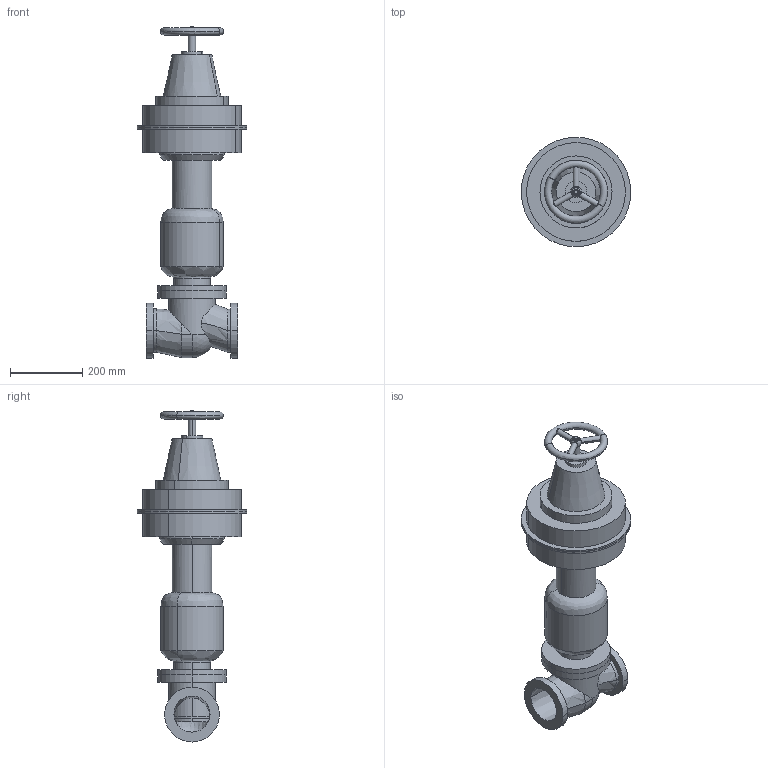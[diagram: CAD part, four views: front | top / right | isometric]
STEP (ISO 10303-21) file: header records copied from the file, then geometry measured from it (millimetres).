
FILE_DESCRIPTION(('STEP AP214'),'1');
FILE_NAME('ControlValve_Filtered_35.stp','2017-10-29T00:07:06',(' '),(' '),'Spatial InterOp 3D',' ',' ');
FILE_SCHEMA(('AUTOMOTIVE_DESIGN { 1 0 10303 214 1 1 1 1 }'));
Length unit declared in the file: millimetre
Products named in the file (1): ControlValve|BODY.1#BODY;PartBody
Bounding box: 303.92 x 303.92 x 921 mm (x, y, z)
Volume: 18473364.8 mm3; surface area: 1824171.5 mm2
Topology: 14 solids, 18 shells, 256 faces, 548 edges, 347 vertices
Faces by surface type: cylinder 127, plane 69, cone 16, torus 16, bspline 12, sphere 8, revolution 8
Entity records: 11797 total; most frequent: CARTESIAN_POINT 3916, DIRECTION 1274, ORIENTED_EDGE 1092, AXIS2_PLACEMENT_3D 556, EDGE_CURVE 546, VERTEX_POINT 347, CIRCLE 304, EDGE_LOOP 299
